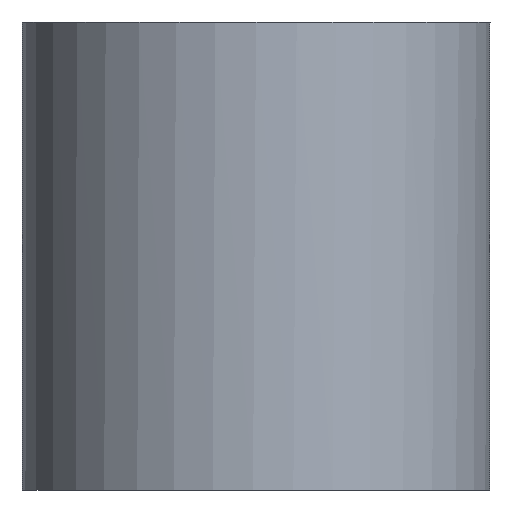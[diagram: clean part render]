
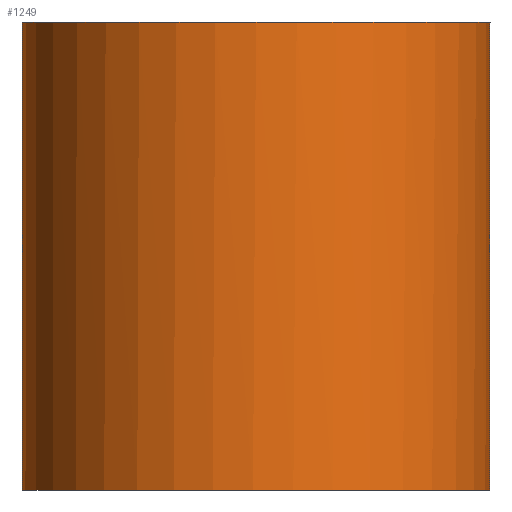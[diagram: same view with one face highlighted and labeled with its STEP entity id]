
A CAD part, front view. The second image highlights one B-rep face of the part: STEP entity #1249.
In plain terms, the highlighted cylindrical face has radius 3.5 mm (diameter 7 mm), a full revolution.
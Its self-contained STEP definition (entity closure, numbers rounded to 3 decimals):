
#91=CYLINDRICAL_SURFACE('',#1346,3.5);
#151=FACE_OUTER_BOUND('',#222,.T.);
#222=EDGE_LOOP('',(#1165,#1166,#1167,#1168,#1169,#1170,#1171,#1172));
#378=LINE('',#2013,#528);
#379=LINE('',#2016,#529);
#380=LINE('',#2019,#530);
#528=VECTOR('',#1659,10.);
#529=VECTOR('',#1662,3.5);
#530=VECTOR('',#1665,10.);
#536=CIRCLE('',#1276,3.5);
#538=CIRCLE('',#1322,3.5);
#553=CIRCLE('',#1347,3.5);
#554=CIRCLE('',#1348,3.5);
#565=VERTEX_POINT('',#1703);
#650=VERTEX_POINT('',#1959);
#651=VERTEX_POINT('',#1961);
#667=VERTEX_POINT('',#2011);
#668=VERTEX_POINT('',#2015);
#669=VERTEX_POINT('',#2018);
#683=EDGE_CURVE('',#565,#565,#536,.T.);
#811=EDGE_CURVE('',#650,#651,#538,.T.);
#837=EDGE_CURVE('',#667,#651,#378,.T.);
#838=EDGE_CURVE('',#565,#668,#379,.T.);
#839=EDGE_CURVE('',#668,#667,#553,.T.);
#840=EDGE_CURVE('',#669,#650,#380,.T.);
#841=EDGE_CURVE('',#669,#668,#554,.T.);
#1165=ORIENTED_EDGE('',*,*,#683,.F.);
#1166=ORIENTED_EDGE('',*,*,#838,.T.);
#1167=ORIENTED_EDGE('',*,*,#839,.T.);
#1168=ORIENTED_EDGE('',*,*,#837,.T.);
#1169=ORIENTED_EDGE('',*,*,#811,.F.);
#1170=ORIENTED_EDGE('',*,*,#840,.F.);
#1171=ORIENTED_EDGE('',*,*,#841,.T.);
#1172=ORIENTED_EDGE('',*,*,#838,.F.);
#1249=ADVANCED_FACE('',(#151),#91,.T.);
#1276=AXIS2_PLACEMENT_3D('',#1704,#1382,#1383);
#1322=AXIS2_PLACEMENT_3D('',#1962,#1600,#1601);
#1346=AXIS2_PLACEMENT_3D('',#2014,#1660,#1661);
#1347=AXIS2_PLACEMENT_3D('',#2017,#1663,#1664);
#1348=AXIS2_PLACEMENT_3D('',#2020,#1666,#1667);
#1382=DIRECTION('center_axis',(0.,0.,1.));
#1383=DIRECTION('ref_axis',(1.,0.,0.));
#1600=DIRECTION('center_axis',(0.,0.,-1.));
#1601=DIRECTION('ref_axis',(1.,0.,0.));
#1659=DIRECTION('',(0.,0.,1.));
#1660=DIRECTION('center_axis',(0.,0.,1.));
#1661=DIRECTION('ref_axis',(1.,0.,0.));
#1662=DIRECTION('',(0.,0.,-1.));
#1663=DIRECTION('center_axis',(0.,0.,1.));
#1664=DIRECTION('ref_axis',(1.,0.,0.));
#1665=DIRECTION('',(0.,0.,1.));
#1666=DIRECTION('center_axis',(0.,0.,1.));
#1667=DIRECTION('ref_axis',(1.,0.,0.));
#1703=CARTESIAN_POINT('',(-3.5,0.,7.));
#1704=CARTESIAN_POINT('Origin',(0.,0.,7.));
#1959=CARTESIAN_POINT('',(-2.75,2.165,1.5));
#1961=CARTESIAN_POINT('',(2.75,2.165,1.5));
#1962=CARTESIAN_POINT('Origin',(0.,0.,1.5));
#2011=CARTESIAN_POINT('',(2.75,2.165,0.));
#2013=CARTESIAN_POINT('',(2.75,2.165,0.));
#2014=CARTESIAN_POINT('Origin',(0.,0.,0.));
#2015=CARTESIAN_POINT('',(-3.5,0.,0.));
#2016=CARTESIAN_POINT('',(-3.5,0.,0.));
#2017=CARTESIAN_POINT('Origin',(0.,0.,0.));
#2018=CARTESIAN_POINT('',(-2.75,2.165,0.));
#2019=CARTESIAN_POINT('',(-2.75,2.165,0.));
#2020=CARTESIAN_POINT('Origin',(0.,0.,0.));
